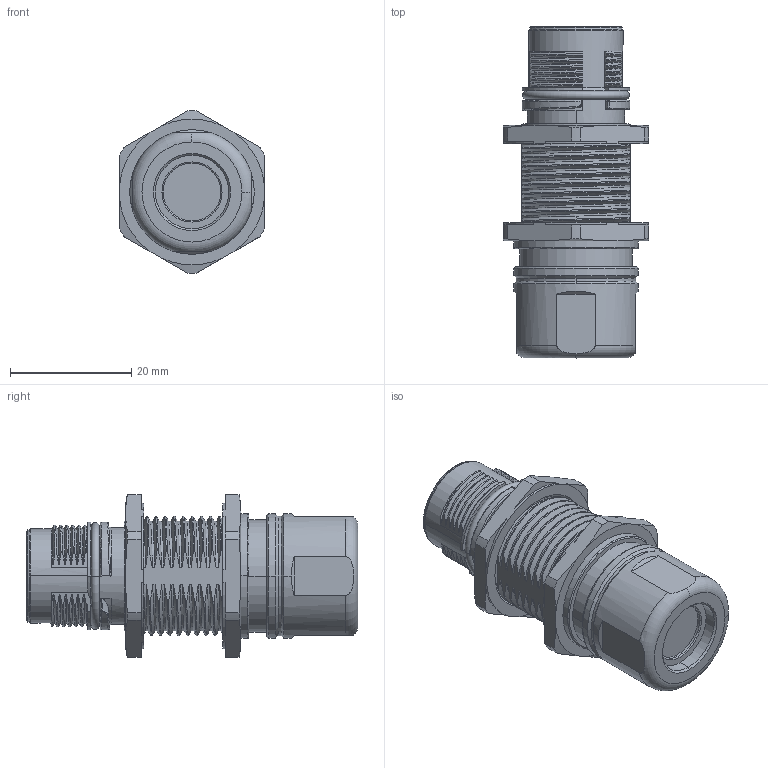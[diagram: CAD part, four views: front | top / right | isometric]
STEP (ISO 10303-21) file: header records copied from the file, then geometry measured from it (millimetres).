
FILE_DESCRIPTION((''),'2;1');
FILE_NAME('3D_1650174102504_M17-MC017-CCT_','2023-12-15T',('lian.chen'),(''),'PRO/ENGINEER BY PARAMETRIC TECHNOLOGY CORPORATION, 2012480','PRO/ENGINEER BY PARAMETRIC TECHNOLOGY CORPORATION, 2012480','');
FILE_SCHEMA(('CONFIG_CONTROL_DESIGN'));
Length unit declared in the file: millimetre
Products named in the file (1): 3D_1650174102504_M17-MC017-CCT_
Bounding box: 23.9 x 54.7 x 26.8 mm (x, y, z)
Volume: 14551 mm3; surface area: 7737.3 mm2
Topology: 1 solids, 1 shells, 636 faces, 1805 edges, 1216 vertices
Faces by surface type: cylinder 244, plane 162, bspline 114, cone 41, extrusion 34, torus 34, sphere 7
Entity records: 29223 total; most frequent: CARTESIAN_POINT 13616, ORIENTED_EDGE 3596, DIRECTION 2750, EDGE_CURVE 1798, VERTEX_POINT 1216, AXIS2_PLACEMENT_3D 1022, VECTOR 706, EDGE_LOOP 688
